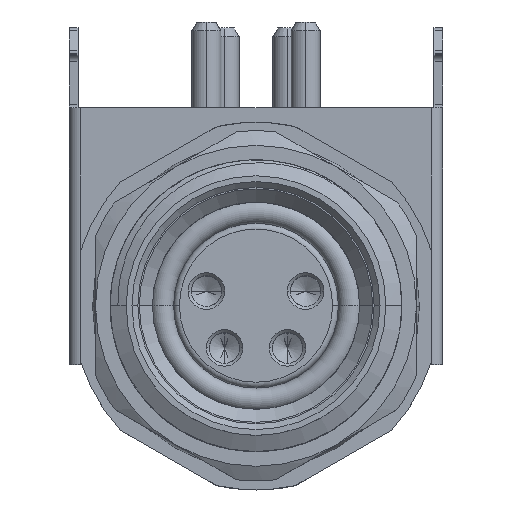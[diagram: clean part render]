
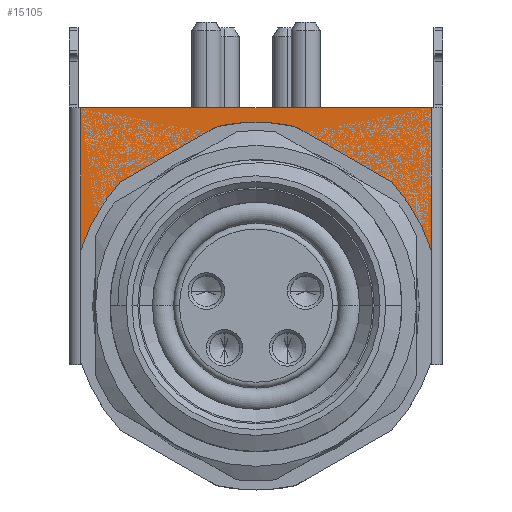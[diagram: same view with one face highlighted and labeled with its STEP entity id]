
A CAD part, top view. The second image highlights one B-rep face of the part: STEP entity #15105.
In plain terms, the highlighted planar face has unit normal (0, 0, 1).
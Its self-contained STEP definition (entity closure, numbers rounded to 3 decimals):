
#13816=DIRECTION('',(-1.,0.,0.));
#13817=VECTOR('',#13816,12.);
#13818=CARTESIAN_POINT('',(6.,6.8,-5.8));
#13819=LINE('',#13818,#13817);
#13852=DIRECTION('',(0.,1.,0.));
#13853=VECTOR('',#13852,8.8);
#13854=CARTESIAN_POINT('',(-6.,-2.,-5.8));
#13855=LINE('',#13854,#13853);
#13856=DIRECTION('',(0.,-1.,0.));
#13857=VECTOR('',#13856,8.8);
#13858=CARTESIAN_POINT('',(6.,6.8,-5.8));
#13859=LINE('',#13858,#13857);
#13860=DIRECTION('',(-1.,0.,0.));
#13861=VECTOR('',#13860,0.217);
#13862=CARTESIAN_POINT('',(6.,-2.,-5.8));
#13863=LINE('',#13862,#13861);
#13864=CARTESIAN_POINT('',(0.,0.5,-5.8));
#13865=DIRECTION('',(0.,0.,-1.));
#13866=DIRECTION('',(0.918,-0.397,0.));
#13867=AXIS2_PLACEMENT_3D('',#13864,#13865,#13866);
#13869=DIRECTION('',(-1.,0.,0.));
#13870=VECTOR('',#13869,0.217);
#13871=CARTESIAN_POINT('',(-5.783,-2.,-5.8));
#13872=LINE('',#13871,#13870);
#13873=CARTESIAN_POINT('',(0.,0.5,-5.8));
#13874=DIRECTION('',(0.,0.,1.));
#13875=DIRECTION('',(-1.,0.,0.));
#13876=AXIS2_PLACEMENT_3D('',#13873,#13874,#13875);
#13878=CARTESIAN_POINT('',(0.,0.5,-5.8));
#13879=DIRECTION('',(0.,0.,1.));
#13880=DIRECTION('',(1.,0.,0.));
#13881=AXIS2_PLACEMENT_3D('',#13878,#13879,#13880);
#14641=CARTESIAN_POINT('',(5.783,-2.,-5.8));
#14643=VERTEX_POINT('',#14641);
#14645=CARTESIAN_POINT('',(-5.783,-2.,-5.8));
#14647=VERTEX_POINT('',#14645);
#14650=CARTESIAN_POINT('',(-6.,6.8,-5.8));
#14652=VERTEX_POINT('',#14650);
#14653=CARTESIAN_POINT('',(-6.,-2.,-5.8));
#14654=VERTEX_POINT('',#14653);
#14658=CARTESIAN_POINT('',(6.,-2.,-5.8));
#14660=VERTEX_POINT('',#14658);
#14661=CARTESIAN_POINT('',(6.,6.8,-5.8));
#14662=VERTEX_POINT('',#14661);
#14681=CARTESIAN_POINT('',(5.15,0.5,-5.8));
#14682=CARTESIAN_POINT('',(-5.15,0.5,-5.8));
#14683=VERTEX_POINT('',#14681);
#14684=VERTEX_POINT('',#14682);
#15085=CARTESIAN_POINT('',(6.4,-2.,-5.8));
#15086=DIRECTION('',(0.,0.,1.));
#15087=DIRECTION('',(0.,1.,0.));
#15088=AXIS2_PLACEMENT_3D('',#15085,#15086,#15087);
#15089=PLANE('',#15088);
#15091=ORIENTED_EDGE('',*,*,#15090,.T.);
#15092=ORIENTED_EDGE('',*,*,#15038,.F.);
#15093=ORIENTED_EDGE('',*,*,#14778,.T.);
#15094=ORIENTED_EDGE('',*,*,#14799,.T.);
#15095=ORIENTED_EDGE('',*,*,#15080,.T.);
#15096=ORIENTED_EDGE('',*,*,#14825,.T.);
#15097=EDGE_LOOP('',(#15091,#15092,#15093,#15094,#15095,#15096));
#15098=FACE_OUTER_BOUND('',#15097,.F.);
#15100=ORIENTED_EDGE('',*,*,#15099,.T.);
#15102=ORIENTED_EDGE('',*,*,#15101,.T.);
#15103=EDGE_LOOP('',(#15100,#15102));
#15104=FACE_BOUND('',#15103,.F.);
#13868=CIRCLE('',#13867,6.3);
#13877=CIRCLE('',#13876,5.15);
#13882=CIRCLE('',#13881,5.15);
#14778=EDGE_CURVE('',#14662,#14660,#13859,.T.);
#14799=EDGE_CURVE('',#14660,#14643,#13863,.T.);
#14825=EDGE_CURVE('',#14647,#14654,#13872,.T.);
#15038=EDGE_CURVE('',#14662,#14652,#13819,.T.);
#15080=EDGE_CURVE('',#14643,#14647,#13868,.T.);
#15090=EDGE_CURVE('',#14654,#14652,#13855,.T.);
#15099=EDGE_CURVE('',#14684,#14683,#13877,.T.);
#15101=EDGE_CURVE('',#14683,#14684,#13882,.T.);
#15105=ADVANCED_FACE('',(#15098,#15104),#15089,.T.);
